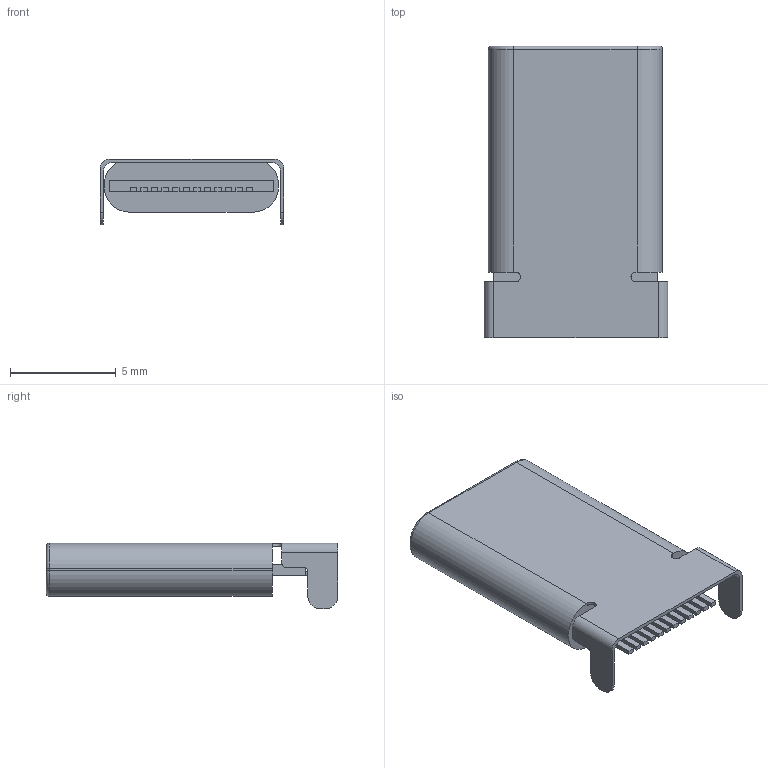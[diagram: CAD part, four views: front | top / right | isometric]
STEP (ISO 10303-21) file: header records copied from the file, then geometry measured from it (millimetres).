
FILE_DESCRIPTION(/* description */ (''),/* implementation_level */ '2;1');
FILE_NAME(/* name */ '${GLOWINGKITTYPARTS}U261-121N-4BS2S.step',/* time_stamp */ '2022-01-31T22:03:30+01:00',/* author */ (''),/* organization */ (''),/* preprocessor_version */ 'ST-DEVELOPER v18.1',/* originating_system */ 'Autodesk Translation Framework v10.13.0.1454',/* authorisation */ '');
FILE_SCHEMA (('AUTOMOTIVE_DESIGN { 1 0 10303 214 3 1 1 }'));
Length unit declared in the file: millimetre
Products named in the file (1): U261-121N-4BS2S
Bounding box: 8.7 x 13.81 x 3.11 mm (x, y, z)
Volume: 152.6 mm3; surface area: 823.4 mm2
Topology: 14 solids, 14 shells, 141 faces, 320 edges, 208 vertices
Faces by surface type: plane 103, cylinder 30, torus 8
Entity records: 3955 total; most frequent: DIRECTION 672, CARTESIAN_POINT 670, ORIENTED_EDGE 640, EDGE_CURVE 320, LINE 252, VECTOR 252, AXIS2_PLACEMENT_3D 210, VERTEX_POINT 208
